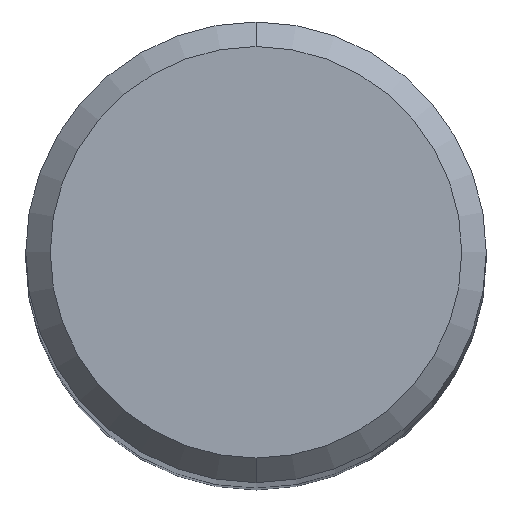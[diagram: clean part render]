
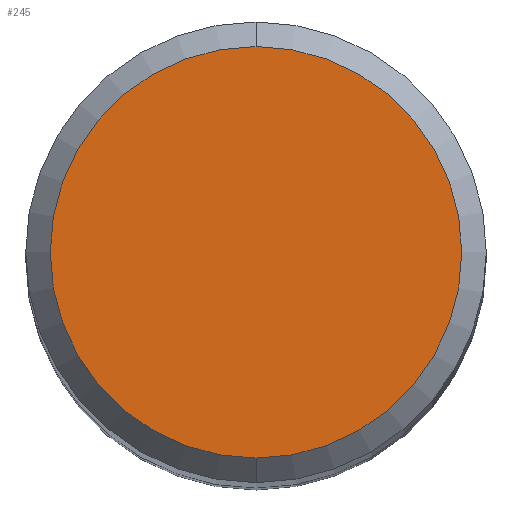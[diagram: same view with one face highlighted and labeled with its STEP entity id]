
A CAD part, top view. The second image highlights one B-rep face of the part: STEP entity #245.
In plain terms, the highlighted planar face has unit normal (0, 0, 1).
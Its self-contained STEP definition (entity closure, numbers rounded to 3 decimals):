
#165=VERTEX_POINT('',#441);
#187=VERTEX_POINT('',#466);
#245=ADVANCED_FACE('',(#531),#532,.T.);
#329=EDGE_CURVE('',#165,#187,#622,.T.);
#379=EDGE_CURVE('',#187,#165,#676,.T.);
#441=CARTESIAN_POINT('',(0.0,6.7,0.0));
#466=CARTESIAN_POINT('',(0.,-6.7,0.0));
#531=FACE_OUTER_BOUND('',#874,.T.);
#532=PLANE('',#875);
#622=CIRCLE('',#1101,6.7);
#676=CIRCLE('',#1296,6.7);
#874=EDGE_LOOP('',(#1517,#1518));
#875=AXIS2_PLACEMENT_3D('',#1519,#1520,#1521);
#1101=AXIS2_PLACEMENT_3D('',#1589,#1590,#1591);
#1296=AXIS2_PLACEMENT_3D('',#1640,#1641,#1642);
#1517=ORIENTED_EDGE('',*,*,#329,.F.);
#1518=ORIENTED_EDGE('',*,*,#379,.F.);
#1519=CARTESIAN_POINT('',(0.0,3.35,0.0));
#1520=DIRECTION('',(-0.0,0.0,1.0));
#1521=DIRECTION('',(0.0,-1.0,0.0));
#1589=CARTESIAN_POINT('',(0.0,0.0,0.0));
#1590=DIRECTION('',(0.0,0.0,-1.0));
#1591=DIRECTION('',(0.0,1.0,0.0));
#1640=CARTESIAN_POINT('',(0.0,0.0,0.0));
#1641=DIRECTION('',(0.0,0.0,-1.0));
#1642=DIRECTION('',(0.0,1.0,0.0));
